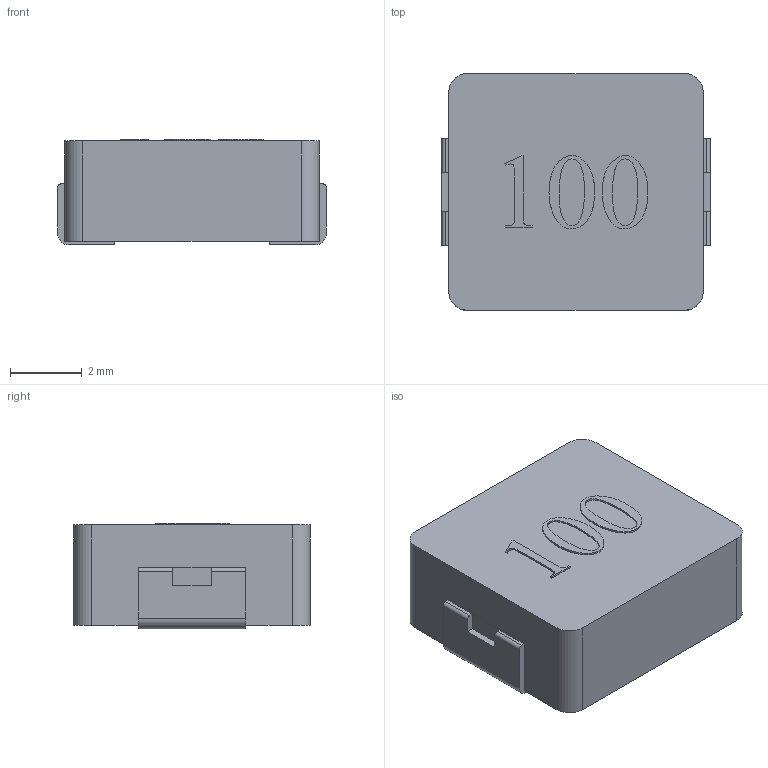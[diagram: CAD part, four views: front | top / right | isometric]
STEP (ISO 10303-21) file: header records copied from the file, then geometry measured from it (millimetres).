
FILE_DESCRIPTION(('FreeCAD Model'),'2;1');
FILE_NAME('Open CASCADE Shape Model','2025-03-05T10:30:27',(''),(''), 'Open CASCADE STEP processor 7.6','FreeCAD','Unknown');
FILE_SCHEMA(('AUTOMOTIVE_DESIGN { 1 0 10303 214 1 1 1 1 }'));
Length unit declared in the file: millimetre
Products named in the file (3): Part; Body001; Extrude001
Assembly tree (2 placements, depth 2):
  Part
    Body001
    Extrude001
Bounding box: 7.5 x 6.6 x 2.95 mm (x, y, z)
Volume: 133.3 mm3; surface area: 178.8 mm2
Topology: 4 solids, 4 shells, 91 faces, 245 edges, 162 vertices
Faces by surface type: plane 42, extrusion 39, cylinder 10
Entity records: 3242 total; most frequent: CARTESIAN_POINT 735, ORIENTED_EDGE 490, DIRECTION 336, EDGE_CURVE 245, VECTOR 186, VERTEX_POINT 162, LINE 147, B_SPLINE_CURVE_WITH_KNOTS 117
